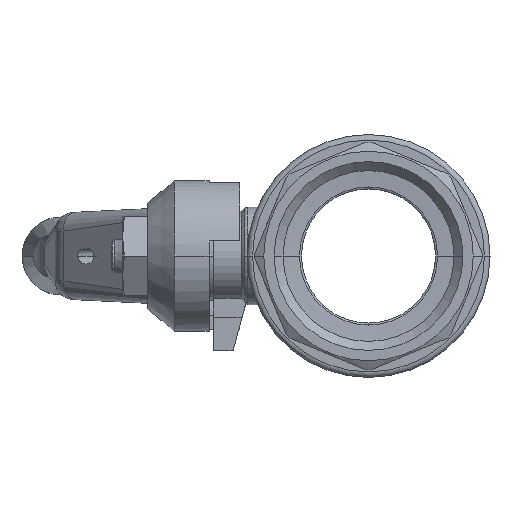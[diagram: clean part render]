
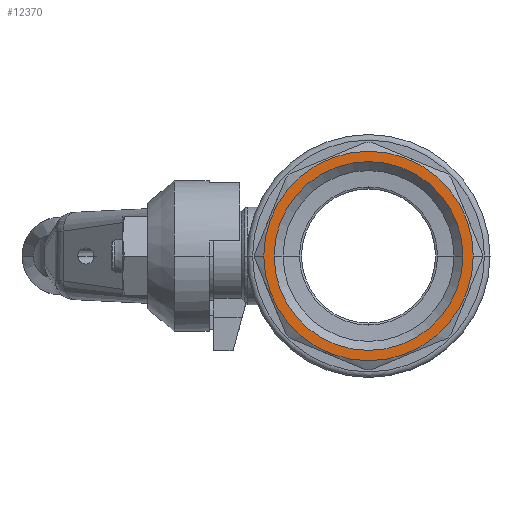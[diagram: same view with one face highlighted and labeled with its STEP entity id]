
A CAD part, left-side view. The second image highlights one B-rep face of the part: STEP entity #12370.
In plain terms, the highlighted face is planar.
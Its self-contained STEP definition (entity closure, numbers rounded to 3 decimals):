
#12020=CARTESIAN_POINT('',(32.75,-17.823,0.));
#12030=DIRECTION('',(1.,0.,0.));
#12040=DIRECTION('',(0.,1.,0.));
#12050=AXIS2_PLACEMENT_3D('',#12020,#12030,#12040);
#12060=PLANE('',#12050);
#12070=CARTESIAN_POINT('',(32.75,0.,0.));
#12080=DIRECTION('',(1.,0.,0.));
#12090=DIRECTION('',(0.,1.,0.));
#12100=AXIS2_PLACEMENT_3D('',#12070,#12080,#12090);
#12110=CIRCLE('',#12100,16.9);
#12120=CARTESIAN_POINT('',(32.75,-16.9,0.)
);
#12130=VERTEX_POINT('',#12120);
#12140=CARTESIAN_POINT('',(32.75,16.9,0.));
#12150=VERTEX_POINT('',#12140);
#12160=EDGE_CURVE('',#12130,#12150,#12110,.T.);
#12170=ORIENTED_EDGE('',*,*,#12160,.F.);
#12180=EDGE_CURVE('',#12150,#12130,#12110,.T.);
#12190=ORIENTED_EDGE('',*,*,#12180,.F.);
#12200=EDGE_LOOP('',(#12190,#12170));
#12210=FACE_BOUND('',#12200,.T.);
#12220=CARTESIAN_POINT('',(32.75,0.,0.));
#12230=DIRECTION('',(-1.,0.,0.));
#12240=DIRECTION('',(0.,-1.,0.));
#12250=AXIS2_PLACEMENT_3D('',#12220,#12230,#12240);
#12260=CIRCLE('',#12250,18.75);
#12270=CARTESIAN_POINT('',(32.75,-18.75,0.));
#12280=VERTEX_POINT('',#12270);
#12290=CARTESIAN_POINT('',(32.75,18.75,0.));
#12300=VERTEX_POINT('',#12290);
#12310=EDGE_CURVE('',#12280,#12300,#12260,.T.);
#12320=ORIENTED_EDGE('',*,*,#12310,.F.);
#12330=EDGE_CURVE('',#12300,#12280,#12260,.T.);
#12340=ORIENTED_EDGE('',*,*,#12330,.F.);
#12350=EDGE_LOOP('',(#12340,#12320));
#12360=FACE_OUTER_BOUND('',#12350,.T.);
#12370=ADVANCED_FACE('',(#12210,#12360),#12060,.T.);
